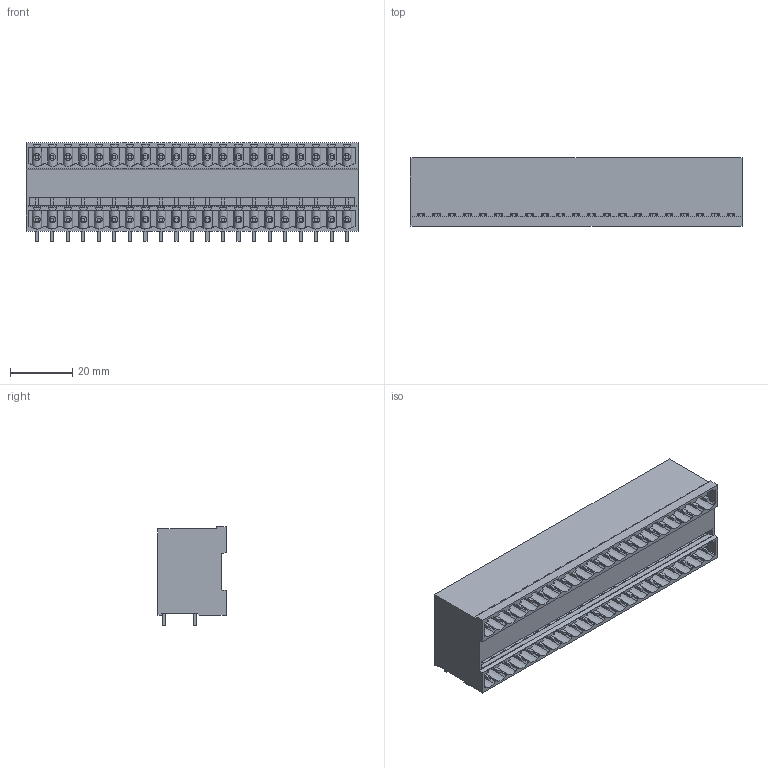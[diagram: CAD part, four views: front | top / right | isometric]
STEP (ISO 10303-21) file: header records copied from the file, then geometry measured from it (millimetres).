
FILE_DESCRIPTION(('CATIA V5R24 STEP','CAx-IF Rec.Pracs.--- Model Styling and Organization---1.4--- 2014-01-23'),'2;1');
FILE_NAME ('D1453491_1_1614540000_1614540000.stp','2021-12-08T07:19:29+00:00',('none'),('Weidmueller'),'CATIA Version 5-6 Release 2016 SP3 HF44','CATIA V5 STEP AP214','none');
FILE_SCHEMA(('AUTOMOTIVE_DESIGN { 1 0 10303 214 1 1 1 1 }'));
Products named in the file (1): 1614540000
Bounding box: 107 x 22 x 31.85 mm (x, y, z)
Volume: 45103.6 mm3; surface area: 31454.1 mm2
Topology: 43 solids, 43 shells, 1826 faces, 5304 edges, 3548 vertices
Faces by surface type: plane 1532, cylinder 252, extrusion 42
Entity records: 58758 total; most frequent: CARTESIAN_POINT 14093, ORIENTED_EDGE 10608, DIRECTION 6895, EDGE_CURVE 5304, VECTOR 4714, LINE 4672, VERTEX_POINT 3548, EDGE_LOOP 2020
